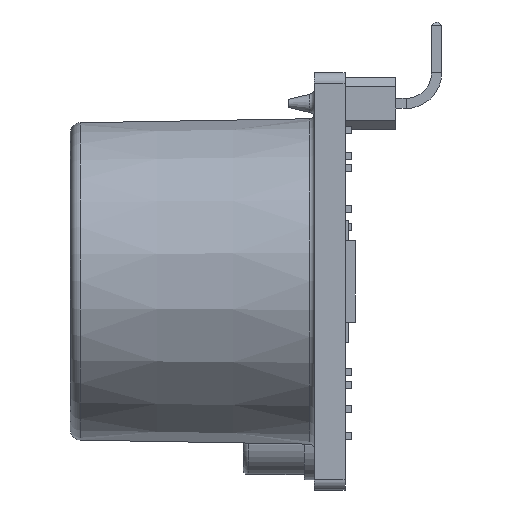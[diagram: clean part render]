
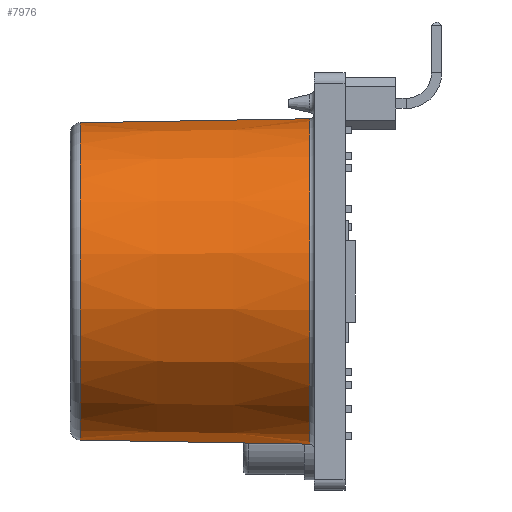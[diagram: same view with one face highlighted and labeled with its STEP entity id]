
A CAD part, left-side view. The second image highlights one B-rep face of the part: STEP entity #7976.
In plain terms, the highlighted conical face has half-angle 1 degrees and reference radius 8 mm.
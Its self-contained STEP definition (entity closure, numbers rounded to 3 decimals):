
#652 = EDGE_CURVE ( 'NONE', #1132, #2835, #11821, .T. ) ;
#870 = DIRECTION ( 'NONE',  ( 0., -1., 0. ) ) ;
#880 = DIRECTION ( 'NONE',  ( 0., -1., 0. ) ) ;
#1112 = AXIS2_PLACEMENT_3D ( 'NONE', #11000, #880, #7419 ) ;
#1132 = VERTEX_POINT ( 'NONE', #3976 ) ;
#1523 = CIRCLE ( 'NONE', #1112, 7.799 ) ;
#1687 = EDGE_CURVE ( 'NONE', #2835, #10922, #2514, .T. ) ;
#2514 = CIRCLE ( 'NONE', #9842, 7.996 ) ;
#2732 = CARTESIAN_POINT ( 'NONE',  ( -13., 1.5, 8. ) ) ;
#2774 = DIRECTION ( 'NONE',  ( 0., -1., 0.017 ) ) ;
#2835 = VERTEX_POINT ( 'NONE', #9508 ) ;
#2909 = DIRECTION ( 'NONE',  ( 0., -1., -0.017 ) ) ;
#3976 = CARTESIAN_POINT ( 'NONE',  ( -13., 13.009, -7.799 ) ) ;
#4145 = CARTESIAN_POINT ( 'NONE',  ( -13., 13.009, 7.799 ) ) ;
#4437 = LINE ( 'NONE', #2732, #5583 ) ;
#4716 = CARTESIAN_POINT ( 'NONE',  ( -13., 1.5, 0. ) ) ;
#5287 = VERTEX_POINT ( 'NONE', #4145 ) ;
#5548 = DIRECTION ( 'NONE',  ( 0., 0., 1. ) ) ;
#5583 = VECTOR ( 'NONE', #2774, 1000. ) ;
#5670 = DIRECTION ( 'NONE',  ( 0., 1., 0. ) ) ;
#5996 = ORIENTED_EDGE ( 'NONE', *, *, #652, .T. ) ;
#6074 = AXIS2_PLACEMENT_3D ( 'NONE', #4716, #870, #5548 ) ;
#6159 = EDGE_CURVE ( 'NONE', #5287, #1132, #1523, .T. ) ;
#7201 = FACE_OUTER_BOUND ( 'NONE', #10474, .T. ) ;
#7419 = DIRECTION ( 'NONE',  ( 0., 0., -1. ) ) ;
#7487 = CARTESIAN_POINT ( 'NONE',  ( -13., 1.746, 0. ) ) ;
#7976 = ADVANCED_FACE ( 'NONE', ( #7201 ), #10525, .T. ) ;
#8486 = DIRECTION ( 'NONE',  ( 0., 0., -1. ) ) ;
#9206 = EDGE_CURVE ( 'NONE', #5287, #10922, #4437, .T. ) ;
#9277 = ORIENTED_EDGE ( 'NONE', *, *, #9206, .F. ) ;
#9377 = VECTOR ( 'NONE', #2909, 1000. ) ;
#9508 = CARTESIAN_POINT ( 'NONE',  ( -13., 1.746, -7.996 ) ) ;
#9692 = CARTESIAN_POINT ( 'NONE',  ( -13., 1.746, 7.996 ) ) ;
#9842 = AXIS2_PLACEMENT_3D ( 'NONE', #7487, #5670, #8486 ) ;
#10058 = CARTESIAN_POINT ( 'NONE',  ( -13., 1.5, -8. ) ) ;
#10474 = EDGE_LOOP ( 'NONE', ( #11328, #5996, #10523, #9277 ) ) ;
#10523 = ORIENTED_EDGE ( 'NONE', *, *, #1687, .T. ) ;
#10525 = CONICAL_SURFACE ( 'NONE', #6074, 8., 0.017 ) ;
#10922 = VERTEX_POINT ( 'NONE', #9692 ) ;
#11000 = CARTESIAN_POINT ( 'NONE',  ( -13., 13.009, 0. ) ) ;
#11328 = ORIENTED_EDGE ( 'NONE', *, *, #6159, .T. ) ;
#11821 = LINE ( 'NONE', #10058, #9377 ) ;
